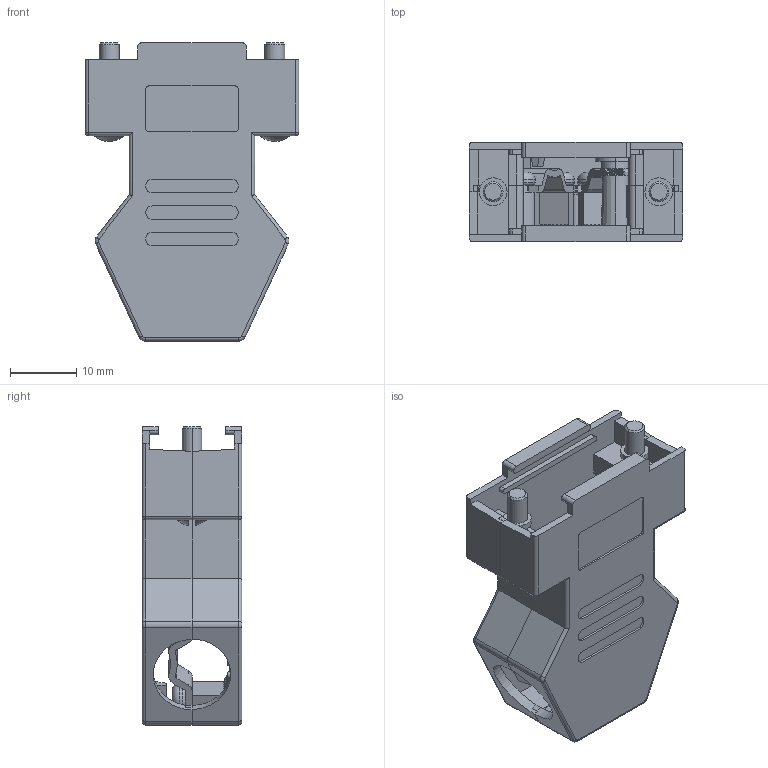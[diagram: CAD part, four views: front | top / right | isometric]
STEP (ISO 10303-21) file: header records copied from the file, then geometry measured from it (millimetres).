
FILE_DESCRIPTION (( 'STEP AP214' ), '1' );
FILE_NAME ('6688-9715.STEP', '2023-05-19T13:54:47', ( '' ), ( '' ), 'SwSTEP 2.0', 'SolidWorks 2021', '' );
FILE_SCHEMA (( 'AUTOMOTIVE_DESIGN' ));
Length unit declared in the file: millimetre
Products named in the file (6): 6826-0133-04; 6830-0130-01; 6855-0119-01; 6688-9715; 6805-0202-01; 6805-0202-11
Assembly tree (11 placements, depth 2):
  6688-9715
    6805-0202-11
    6805-0202-01
    6826-0133-04  x2
    6830-0130-01  x2
    6855-0119-01  x5
Bounding box: 32.2 x 15 x 45 mm (x, y, z)
Volume: 5804.2 mm3; surface area: 10237.6 mm2
Topology: 11 solids, 11 shells, 1082 faces, 2991 edges, 1958 vertices
Faces by surface type: cylinder 581, plane 345, torus 84, bspline 36, cone 32, sphere 4
Entity records: 38866 total; most frequent: CARTESIAN_POINT 20110, ORIENTED_EDGE 4288, DIRECTION 3482, EDGE_CURVE 2144, VERTEX_POINT 1406, AXIS2_PLACEMENT_3D 1218, VECTOR 1046, LINE 1046
